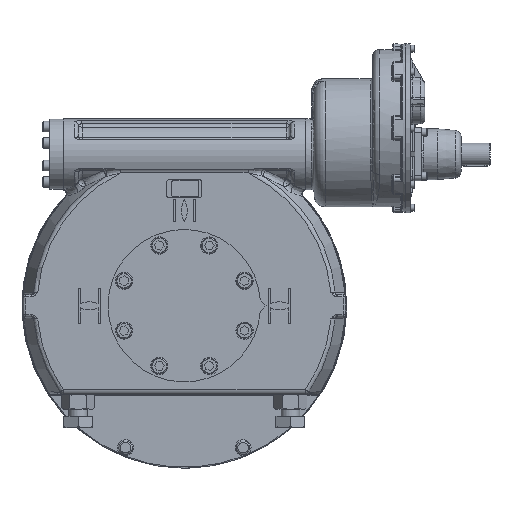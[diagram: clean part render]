
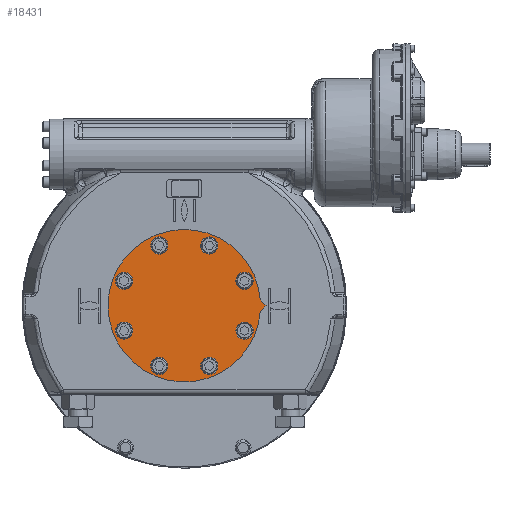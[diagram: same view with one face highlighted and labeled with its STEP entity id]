
A CAD part, top view. The second image highlights one B-rep face of the part: STEP entity #18431.
In plain terms, the highlighted planar face has unit normal (0, 0, 1).
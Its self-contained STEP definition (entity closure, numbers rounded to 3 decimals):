
#1193=LINE('',#46289,#2326);
#1197=LINE('',#46298,#2330);
#2326=VECTOR('',#26014,1000.);
#2330=VECTOR('',#26020,1000.);
#7787=ORIENTED_EDGE('',*,*,#10932,.F.);
#7788=ORIENTED_EDGE('',*,*,#10933,.F.);
#7789=ORIENTED_EDGE('',*,*,#10934,.F.);
#7790=ORIENTED_EDGE('',*,*,#10935,.F.);
#7791=ORIENTED_EDGE('',*,*,#10936,.F.);
#7792=ORIENTED_EDGE('',*,*,#10937,.F.);
#7793=ORIENTED_EDGE('',*,*,#10938,.F.);
#7794=ORIENTED_EDGE('',*,*,#10939,.F.);
#7795=ORIENTED_EDGE('',*,*,#10923,.T.);
#7796=ORIENTED_EDGE('',*,*,#10927,.T.);
#7797=ORIENTED_EDGE('',*,*,#10930,.T.);
#10923=EDGE_CURVE('',#12903,#12904,#1193,.T.);
#10927=EDGE_CURVE('',#12904,#12907,#1197,.T.);
#10930=EDGE_CURVE('',#12907,#12903,#14042,.T.);
#10932=EDGE_CURVE('',#12909,#12909,#14044,.T.);
#10933=EDGE_CURVE('',#12910,#12910,#14045,.T.);
#10934=EDGE_CURVE('',#12911,#12911,#14046,.T.);
#10935=EDGE_CURVE('',#12912,#12912,#14047,.T.);
#10936=EDGE_CURVE('',#12913,#12913,#14048,.T.);
#10937=EDGE_CURVE('',#12914,#12914,#14049,.T.);
#10938=EDGE_CURVE('',#12915,#12915,#14050,.T.);
#10939=EDGE_CURVE('',#12916,#12916,#14051,.T.);
#12903=VERTEX_POINT('',#46290);
#12904=VERTEX_POINT('',#46291);
#12907=VERTEX_POINT('',#46299);
#12909=VERTEX_POINT('',#46308);
#12910=VERTEX_POINT('',#46310);
#12911=VERTEX_POINT('',#46312);
#12912=VERTEX_POINT('',#46314);
#12913=VERTEX_POINT('',#46316);
#12914=VERTEX_POINT('',#46318);
#12915=VERTEX_POINT('',#46320);
#12916=VERTEX_POINT('',#46322);
#14042=CIRCLE('',#21399,172.5);
#14044=CIRCLE('',#21402,12.5);
#14045=CIRCLE('',#21403,12.5);
#14046=CIRCLE('',#21404,12.5);
#14047=CIRCLE('',#21405,12.5);
#14048=CIRCLE('',#21406,12.5);
#14049=CIRCLE('',#21407,12.5);
#14050=CIRCLE('',#21408,12.5);
#14051=CIRCLE('',#21409,12.5);
#15338=EDGE_LOOP('',(#7787));
#15339=EDGE_LOOP('',(#7788));
#15340=EDGE_LOOP('',(#7789));
#15341=EDGE_LOOP('',(#7790));
#15342=EDGE_LOOP('',(#7791));
#15343=EDGE_LOOP('',(#7792));
#15344=EDGE_LOOP('',(#7793));
#15345=EDGE_LOOP('',(#7794));
#15346=EDGE_LOOP('',(#7795,#7796,#7797));
#16740=FACE_BOUND('',#15338,.T.);
#16741=FACE_BOUND('',#15339,.T.);
#16742=FACE_BOUND('',#15340,.T.);
#16743=FACE_BOUND('',#15341,.T.);
#16744=FACE_BOUND('',#15342,.T.);
#16745=FACE_BOUND('',#15343,.T.);
#16746=FACE_BOUND('',#15344,.T.);
#16747=FACE_BOUND('',#15345,.T.);
#16748=FACE_BOUND('',#15346,.T.);
#17387=PLANE('',#21401);
#18431=ADVANCED_FACE('',(#16740,#16741,#16742,#16743,#16744,#16745,#16746,
#16747,#16748),#17387,.T.);
#21399=AXIS2_PLACEMENT_3D('',#46304,#26025,#26026);
#21401=AXIS2_PLACEMENT_3D('',#46306,#26029,#26030);
#21402=AXIS2_PLACEMENT_3D('',#46307,#26031,#26032);
#21403=AXIS2_PLACEMENT_3D('',#46309,#26033,#26034);
#21404=AXIS2_PLACEMENT_3D('',#46311,#26035,#26036);
#21405=AXIS2_PLACEMENT_3D('',#46313,#26037,#26038);
#21406=AXIS2_PLACEMENT_3D('',#46315,#26039,#26040);
#21407=AXIS2_PLACEMENT_3D('',#46317,#26041,#26042);
#21408=AXIS2_PLACEMENT_3D('',#46319,#26043,#26044);
#21409=AXIS2_PLACEMENT_3D('',#46321,#26045,#26046);
#26014=DIRECTION('',(0.707,0.707,0.));
#26020=DIRECTION('',(-0.707,0.707,0.));
#26025=DIRECTION('',(0.,0.,1.));
#26026=DIRECTION('',(1.,0.,0.));
#26029=DIRECTION('',(0.,0.,1.));
#26030=DIRECTION('',(1.,0.,0.));
#26031=DIRECTION('',(0.,0.,1.));
#26032=DIRECTION('',(0.707,-0.707,0.));
#26033=DIRECTION('',(0.,0.,1.));
#26034=DIRECTION('',(0.,-1.,0.));
#26035=DIRECTION('',(0.,0.,1.));
#26036=DIRECTION('',(-0.707,-0.707,0.));
#26037=DIRECTION('',(0.,0.,1.));
#26038=DIRECTION('',(-1.,0.,0.));
#26039=DIRECTION('',(0.,0.,1.));
#26040=DIRECTION('',(-0.707,0.707,0.));
#26041=DIRECTION('',(0.,0.,1.));
#26042=DIRECTION('',(0.,1.,0.));
#26043=DIRECTION('',(0.,0.,1.));
#26044=DIRECTION('',(0.707,0.707,0.));
#26045=DIRECTION('',(0.,0.,1.));
#26046=DIRECTION('',(1.,0.,0.));
#46289=CARTESIAN_POINT('',(185.,0.,78.25));
#46290=CARTESIAN_POINT('',(172.01,-12.99,78.25));
#46291=CARTESIAN_POINT('',(185.,0.,78.25));
#46298=CARTESIAN_POINT('',(185.,0.,78.25));
#46299=CARTESIAN_POINT('',(172.01,12.99,78.25));
#46304=CARTESIAN_POINT('',(0.,0.,78.25));
#46306=CARTESIAN_POINT('',(0.,0.,78.25));
#46307=CARTESIAN_POINT('',(56.446,-136.272,78.25));
#46308=CARTESIAN_POINT('',(65.285,-145.111,78.25));
#46309=CARTESIAN_POINT('',(-56.446,-136.272,78.25));
#46310=CARTESIAN_POINT('',(-56.446,-148.772,78.25));
#46311=CARTESIAN_POINT('',(-136.272,-56.446,78.25));
#46312=CARTESIAN_POINT('',(-145.111,-65.285,78.25));
#46313=CARTESIAN_POINT('',(-136.272,56.446,78.25));
#46314=CARTESIAN_POINT('',(-148.772,56.446,78.25));
#46315=CARTESIAN_POINT('',(-56.446,136.272,78.25));
#46316=CARTESIAN_POINT('',(-65.285,145.111,78.25));
#46317=CARTESIAN_POINT('',(56.446,136.272,78.25));
#46318=CARTESIAN_POINT('',(56.446,148.772,78.25));
#46319=CARTESIAN_POINT('',(136.272,56.446,78.25));
#46320=CARTESIAN_POINT('',(145.111,65.285,78.25));
#46321=CARTESIAN_POINT('',(136.272,-56.446,78.25));
#46322=CARTESIAN_POINT('',(148.772,-56.446,78.25));
